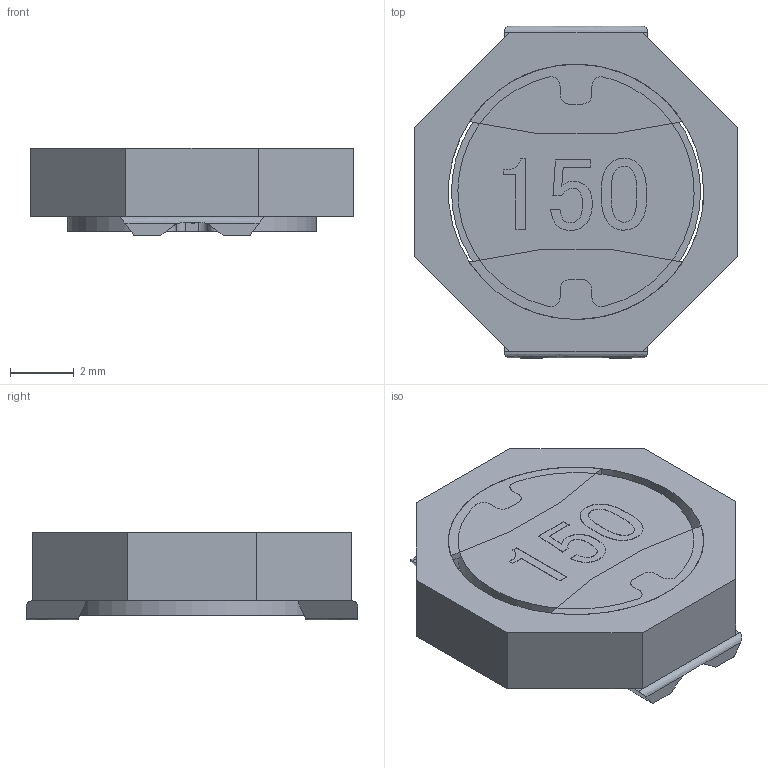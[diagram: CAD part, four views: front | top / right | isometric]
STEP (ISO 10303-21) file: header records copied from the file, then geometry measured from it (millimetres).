
FILE_DESCRIPTION( ('This file contains a STEP AP42 implementation' ,'as created by ZW3D STEP Interface translator.') ,'2;1' );
FILE_NAME( 'ASU1028-F.stp' ,'14 317.18 428', (''), ('ZWCAD Software Co.'), 'Version 1.0', 'ZW3D to STEP translator', '' );
FILE_SCHEMA( ('CONFIG_CONTROL_DESIGN') );
Length unit declared in the file: millimetre
Products named in the file (1): 0
Bounding box: 10.1 x 10.4 x 2.75 mm (x, y, z)
Volume: 148.9 mm3; surface area: 561.3 mm2
Topology: 7 solids, 7 shells, 177 faces, 467 edges, 311 vertices
Faces by surface type: bspline 177
Entity records: 36639 total; most frequent: CARTESIAN_POINT 33871, ORIENTED_EDGE 934, EDGE_CURVE 467, B_SPLINE_CURVE_WITH_KNOTS 357, VERTEX_POINT 311, EDGE_LOOP 186, FACE_OUTER_BOUND 177, ADVANCED_FACE 177
